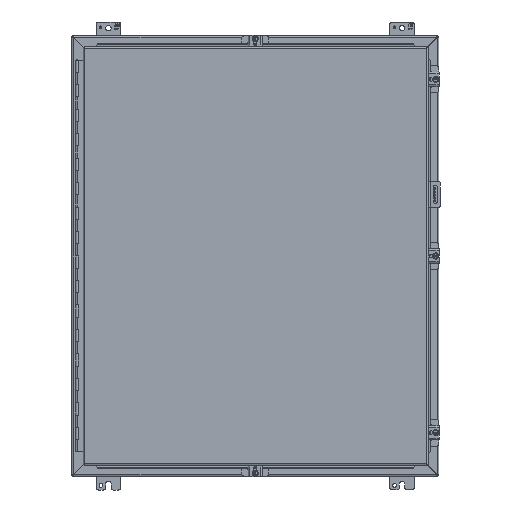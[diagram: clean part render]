
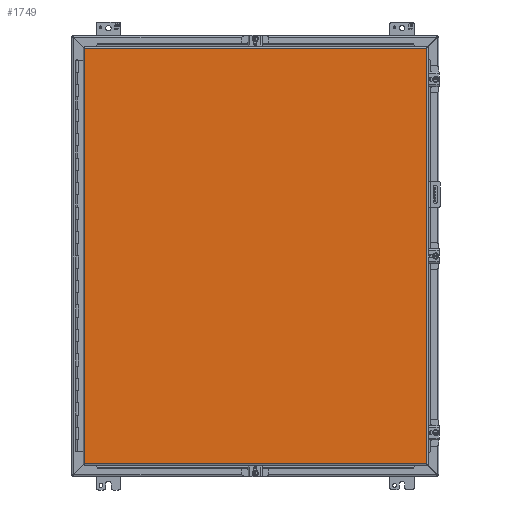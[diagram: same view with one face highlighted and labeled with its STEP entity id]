
A CAD part, front view. The second image highlights one B-rep face of the part: STEP entity #1749.
In plain terms, the highlighted planar face has unit normal (0, -1, 0).
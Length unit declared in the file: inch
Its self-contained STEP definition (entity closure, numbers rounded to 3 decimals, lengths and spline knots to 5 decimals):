
#1749 = ADVANCED_FACE ( 'NONE', ( #7784 ), #24559, .T. ) ;
#2471 = ORIENTED_EDGE ( 'NONE', *, *, #46115, .F. ) ;
#2976 = DIRECTION ( 'NONE',  ( 1., 0., 0. ) ) ;
#4810 = VECTOR ( 'NONE', #2976, 39.37008 ) ;
#6327 = DIRECTION ( 'NONE',  ( 0., 0., -1. ) ) ;
#6606 = LINE ( 'NONE', #49777, #34802 ) ;
#7784 = FACE_OUTER_BOUND ( 'NONE', #45954, .T. ) ;
#9743 = DIRECTION ( 'NONE',  ( 0., 0., 1. ) ) ;
#13837 = LINE ( 'NONE', #36274, #16467 ) ;
#15079 = EDGE_CURVE ( 'NONE', #38535, #45406, #13837, .T. ) ;
#16467 = VECTOR ( 'NONE', #31157, 39.37008 ) ;
#18850 = CARTESIAN_POINT ( 'NONE',  ( 14.018, -7.174, 1.0055 ) ) ;
#21842 = CARTESIAN_POINT ( 'NONE',  ( -13.954, -7.174, 34.9945 ) ) ;
#22065 = VECTOR ( 'NONE', #9743, 39.37008 ) ;
#23973 = VERTEX_POINT ( 'NONE', #21842 ) ;
#24004 = LINE ( 'NONE', #32809, #4810 ) ;
#24559 = PLANE ( 'NONE',  #32888 ) ;
#30588 = EDGE_CURVE ( 'NONE', #23973, #41405, #24004, .T. ) ;
#31157 = DIRECTION ( 'NONE',  ( -1., 0., 0. ) ) ;
#32809 = CARTESIAN_POINT ( 'NONE',  ( -13.954, -7.174, 34.9945 ) ) ;
#32888 = AXIS2_PLACEMENT_3D ( 'NONE', #43022, #50688, #50973 ) ;
#32946 = ORIENTED_EDGE ( 'NONE', *, *, #30588, .F. ) ;
#33507 = ORIENTED_EDGE ( 'NONE', *, *, #46268, .F. ) ;
#34802 = VECTOR ( 'NONE', #6327, 39.37008 ) ;
#36274 = CARTESIAN_POINT ( 'NONE',  ( 14.018, -7.174, 1.0055 ) ) ;
#36381 = CARTESIAN_POINT ( 'NONE',  ( -13.954, -7.174, 1.0055 ) ) ;
#38535 = VERTEX_POINT ( 'NONE', #18850 ) ;
#39045 = LINE ( 'NONE', #48668, #22065 ) ;
#41405 = VERTEX_POINT ( 'NONE', #45453 ) ;
#43022 = CARTESIAN_POINT ( 'NONE',  ( -13.954, -7.174, 1.0055 ) ) ;
#45406 = VERTEX_POINT ( 'NONE', #36381 ) ;
#45453 = CARTESIAN_POINT ( 'NONE',  ( 14.018, -7.174, 34.9945 ) ) ;
#45954 = EDGE_LOOP ( 'NONE', ( #33507, #32946, #2471, #55319 ) ) ;
#46115 = EDGE_CURVE ( 'NONE', #45406, #23973, #39045, .T. ) ;
#46268 = EDGE_CURVE ( 'NONE', #41405, #38535, #6606, .T. ) ;
#48668 = CARTESIAN_POINT ( 'NONE',  ( -13.954, -7.174, 1.0055 ) ) ;
#49777 = CARTESIAN_POINT ( 'NONE',  ( 14.018, -7.174, 34.9945 ) ) ;
#50688 = DIRECTION ( 'NONE',  ( 0., -1., 0. ) ) ;
#50973 = DIRECTION ( 'NONE',  ( 0., 0., -1. ) ) ;
#55319 = ORIENTED_EDGE ( 'NONE', *, *, #15079, .F. ) ;
